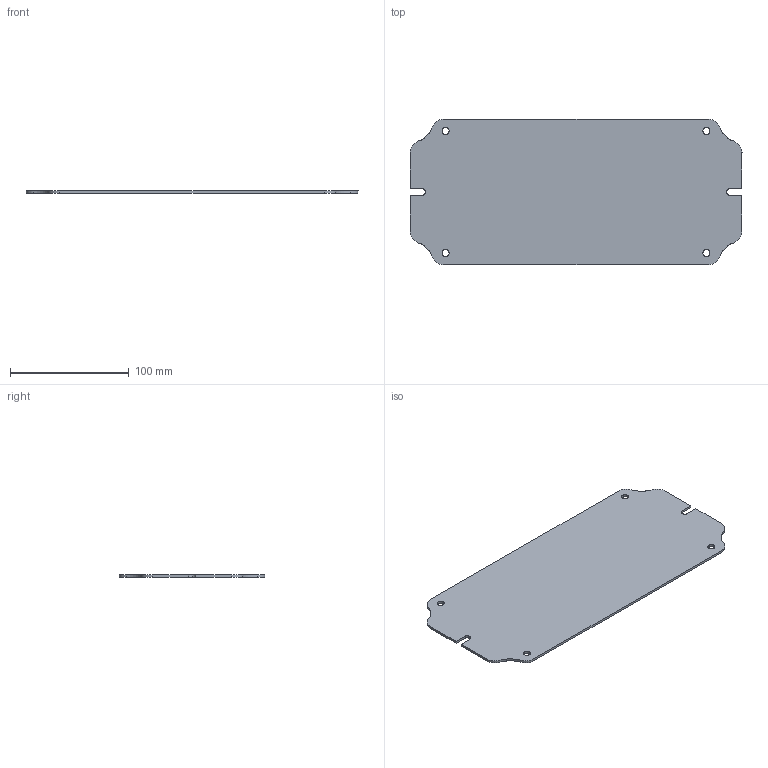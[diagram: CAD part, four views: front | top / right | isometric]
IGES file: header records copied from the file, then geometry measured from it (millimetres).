
Start section: SolidWorks IGES file using analytic representation for surfaces
Global section: file name: MP-7004.igs; native system: SolidWorks 2007; preprocessor: SolidWorks 2007; author: röckemann; date: 090916.084927; units: millimetre
Bounding box: 280 x 123 x 2 mm (x, y, z)
Surface area: 67397 mm2 (no closed solid volume)
Topology: 0 solids, 0 shells, 35 faces, 664 edges, 664 vertices
Faces by surface type: revolution 23, bspline 12
